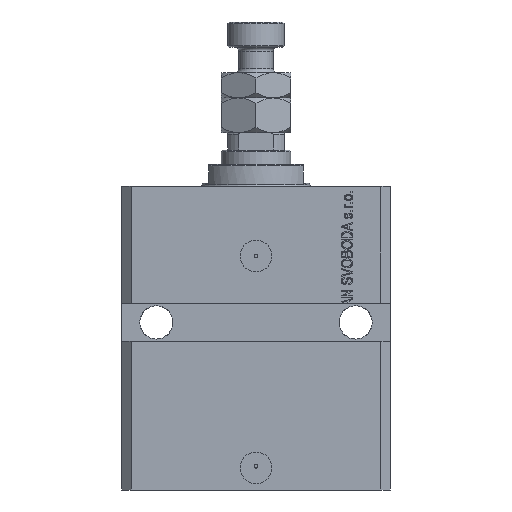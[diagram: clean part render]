
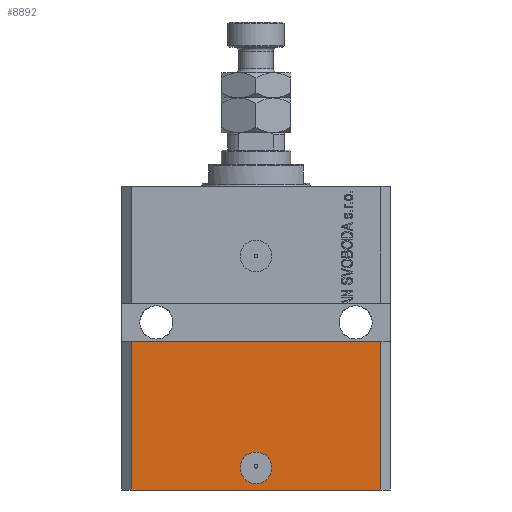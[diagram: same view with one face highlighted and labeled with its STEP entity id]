
A CAD part, front view. The second image highlights one B-rep face of the part: STEP entity #8892.
In plain terms, the highlighted planar face has unit normal (0, -1, 0).
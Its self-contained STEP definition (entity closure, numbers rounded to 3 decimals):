
#772 = AXIS2_PLACEMENT_3D ( 'NONE', #5063, #42439, #38231 ) ;
#3557 = CARTESIAN_POINT ( 'NONE',  ( -39.5, -31.5, -96. ) ) ;
#5063 = CARTESIAN_POINT ( 'NONE',  ( 0., -31.5, -89. ) ) ;
#5116 = ORIENTED_EDGE ( 'NONE', *, *, #46764, .F. ) ;
#5446 = CARTESIAN_POINT ( 'NONE',  ( 39.5, -31.5, -96. ) ) ;
#7127 = CARTESIAN_POINT ( 'NONE',  ( 0., -31.5, -89. ) ) ;
#7543 = DIRECTION ( 'NONE',  ( 0., 0., 1. ) ) ;
#8892 = ADVANCED_FACE ( 'NONE', ( #17228, #12758 ), #39440, .T. ) ;
#11896 = VERTEX_POINT ( 'NONE', #47359 ) ;
#12341 = CARTESIAN_POINT ( 'NONE',  ( 5., -31.5, -89. ) ) ;
#12517 = DIRECTION ( 'NONE',  ( 0., -1., 0. ) ) ;
#12758 = FACE_OUTER_BOUND ( 'NONE', #45357, .T. ) ;
#12924 = ORIENTED_EDGE ( 'NONE', *, *, #39777, .F. ) ;
#13420 = CARTESIAN_POINT ( 'NONE',  ( -5., -31.5, -89. ) ) ;
#13830 = VERTEX_POINT ( 'NONE', #38961 ) ;
#14328 = VERTEX_POINT ( 'NONE', #13420 ) ;
#14725 = EDGE_CURVE ( 'NONE', #36293, #47590, #43550, .T. ) ;
#15191 = EDGE_CURVE ( 'NONE', #13830, #36293, #41680, .T. ) ;
#15299 = CARTESIAN_POINT ( 'NONE',  ( -42.5, -31.5, -49. ) ) ;
#15521 = DIRECTION ( 'NONE',  ( 1., 0., 0. ) ) ;
#17228 = FACE_BOUND ( 'NONE', #31728, .T. ) ;
#17673 = EDGE_CURVE ( 'NONE', #23232, #14328, #42783, .T. ) ;
#18411 = VECTOR ( 'NONE', #7543, 1000. ) ;
#20728 = DIRECTION ( 'NONE',  ( 0., 0., -1. ) ) ;
#23232 = VERTEX_POINT ( 'NONE', #12341 ) ;
#24784 = CARTESIAN_POINT ( 'NONE',  ( 39.5, -31.5, -49. ) ) ;
#25294 = DIRECTION ( 'NONE',  ( 0., -1., 0. ) ) ;
#27795 = CARTESIAN_POINT ( 'NONE',  ( 39.5, -31.5, -96. ) ) ;
#28117 = DIRECTION ( 'NONE',  ( 0., 0., 1. ) ) ;
#29215 = ORIENTED_EDGE ( 'NONE', *, *, #30965, .F. ) ;
#30203 = LINE ( 'NONE', #3557, #18411 ) ;
#30253 = DIRECTION ( 'NONE',  ( 1., 0., 0. ) ) ;
#30708 = CARTESIAN_POINT ( 'NONE',  ( -39.5, -31.5, -96. ) ) ;
#30965 = EDGE_CURVE ( 'NONE', #14328, #23232, #38153, .T. ) ;
#31728 = EDGE_LOOP ( 'NONE', ( #43154, #29215 ) ) ;
#33285 = DIRECTION ( 'NONE',  ( 1., 0., 0. ) ) ;
#33893 = VECTOR ( 'NONE', #15521, 1000. ) ;
#34030 = AXIS2_PLACEMENT_3D ( 'NONE', #7127, #25294, #33285 ) ;
#34504 = AXIS2_PLACEMENT_3D ( 'NONE', #35689, #12517, #20728 ) ;
#35689 = CARTESIAN_POINT ( 'NONE',  ( -39.5, -31.5, -96. ) ) ;
#36293 = VERTEX_POINT ( 'NONE', #27795 ) ;
#36839 = ORIENTED_EDGE ( 'NONE', *, *, #15191, .T. ) ;
#38153 = CIRCLE ( 'NONE', #772, 5. ) ;
#38231 = DIRECTION ( 'NONE',  ( 1., 0., 0. ) ) ;
#38961 = CARTESIAN_POINT ( 'NONE',  ( -39.5, -31.5, -96. ) ) ;
#39440 = PLANE ( 'NONE',  #34504 ) ;
#39777 = EDGE_CURVE ( 'NONE', #13830, #11896, #30203, .T. ) ;
#41680 = LINE ( 'NONE', #30708, #33893 ) ;
#42439 = DIRECTION ( 'NONE',  ( 0., -1., 0. ) ) ;
#42450 = LINE ( 'NONE', #15299, #47168 ) ;
#42783 = CIRCLE ( 'NONE', #34030, 5. ) ;
#43154 = ORIENTED_EDGE ( 'NONE', *, *, #17673, .F. ) ;
#43550 = LINE ( 'NONE', #5446, #45829 ) ;
#45357 = EDGE_LOOP ( 'NONE', ( #5116, #12924, #36839, #45589 ) ) ;
#45589 = ORIENTED_EDGE ( 'NONE', *, *, #14725, .T. ) ;
#45829 = VECTOR ( 'NONE', #28117, 1000. ) ;
#46764 = EDGE_CURVE ( 'NONE', #11896, #47590, #42450, .T. ) ;
#47168 = VECTOR ( 'NONE', #30253, 1000. ) ;
#47359 = CARTESIAN_POINT ( 'NONE',  ( -39.5, -31.5, -49. ) ) ;
#47590 = VERTEX_POINT ( 'NONE', #24784 ) ;
